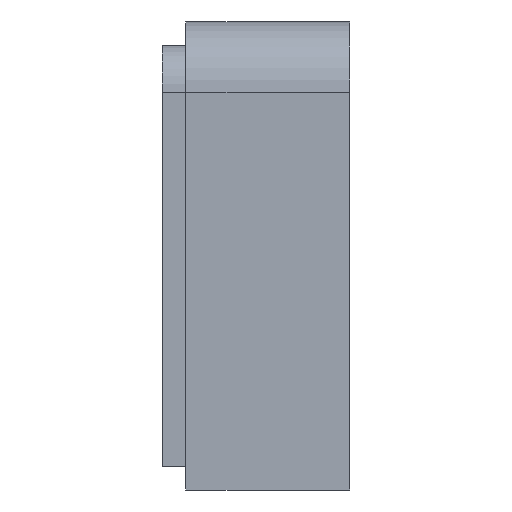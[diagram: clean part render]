
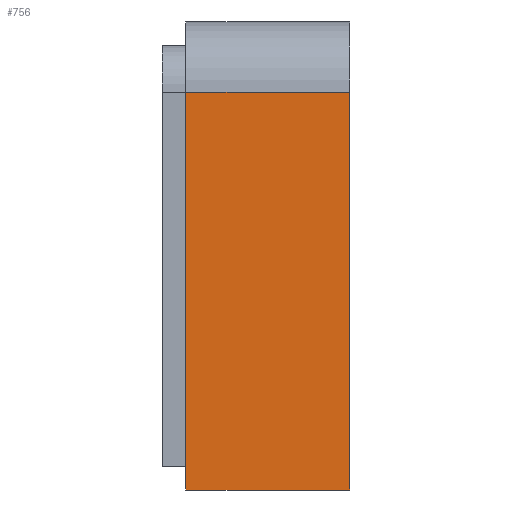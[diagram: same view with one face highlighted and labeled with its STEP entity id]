
A CAD part, left-side view. The second image highlights one B-rep face of the part: STEP entity #756.
In plain terms, the highlighted planar face has unit normal (-1, 0, 0).
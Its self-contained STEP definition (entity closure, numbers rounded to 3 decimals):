
#28=PLANE('',#812);
#64=FACE_OUTER_BOUND('',#109,.T.);
#109=EDGE_LOOP('',(#569,#570,#571,#572));
#169=LINE('',#1151,#253);
#171=LINE('',#1157,#255);
#172=LINE('',#1159,#256);
#173=LINE('',#1160,#257);
#253=VECTOR('',#924,10.);
#255=VECTOR('',#930,10.);
#256=VECTOR('',#931,10.);
#257=VECTOR('',#932,10.);
#360=VERTEX_POINT('',#1148);
#361=VERTEX_POINT('',#1150);
#363=VERTEX_POINT('',#1156);
#364=VERTEX_POINT('',#1158);
#441=EDGE_CURVE('',#360,#361,#169,.T.);
#444=EDGE_CURVE('',#363,#360,#171,.T.);
#445=EDGE_CURVE('',#364,#363,#172,.T.);
#446=EDGE_CURVE('',#364,#361,#173,.T.);
#569=ORIENTED_EDGE('',*,*,#441,.F.);
#570=ORIENTED_EDGE('',*,*,#444,.F.);
#571=ORIENTED_EDGE('',*,*,#445,.F.);
#572=ORIENTED_EDGE('',*,*,#446,.T.);
#756=ADVANCED_FACE('',(#64),#28,.T.);
#812=AXIS2_PLACEMENT_3D('',#1155,#928,#929);
#924=DIRECTION('',(0.,-1.,0.));
#928=DIRECTION('center_axis',(-1.,0.,0.));
#929=DIRECTION('ref_axis',(0.,0.,1.));
#930=DIRECTION('',(0.,0.,1.));
#931=DIRECTION('',(0.,1.,0.));
#932=DIRECTION('',(0.,0.,1.));
#1148=CARTESIAN_POINT('',(-10.,7.,7.));
#1150=CARTESIAN_POINT('',(-10.,0.,7.));
#1151=CARTESIAN_POINT('',(-10.,0.,7.));
#1155=CARTESIAN_POINT('Origin',(-10.,0.,-10.));
#1156=CARTESIAN_POINT('',(-10.,7.,-10.));
#1157=CARTESIAN_POINT('',(-10.,7.,-10.));
#1158=CARTESIAN_POINT('',(-10.,0.,-10.));
#1159=CARTESIAN_POINT('',(-10.,0.,-10.));
#1160=CARTESIAN_POINT('',(-10.,0.,-10.));
